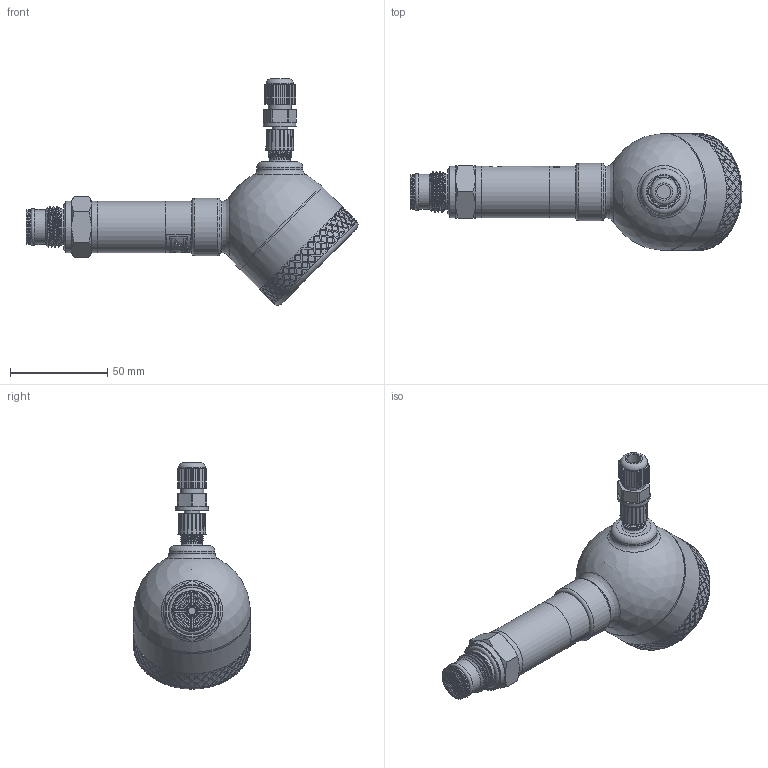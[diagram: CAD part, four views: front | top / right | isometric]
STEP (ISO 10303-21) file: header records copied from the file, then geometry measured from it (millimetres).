
FILE_DESCRIPTION(/* description */ (''),/* implementation_level */ '2;1');
FILE_NAME(/* name */ 'APZ3420mFH_G1''2DIN-solidflush_3.step',/* time_stamp */ '2021-07-07T16:24:50+03:00',/* author */ (''),/* organization */ (''),/* preprocessor_version */ 'ST-DEVELOPER v18.1',/* originating_system */ 'Autodesk Translation Framework v10.9.0.1377',/* authorisation */ '');
FILE_SCHEMA (('AUTOMOTIVE_DESIGN { 1 0 10303 214 3 1 1 }'));
Length unit declared in the file: millimetre
Products named in the file (8): АПЗ420М-полевойкорпус-
заполненный; Заполненный полевой 
корпус v13; Main body; Cover without display; M12x1 adapter; M12x1 female straight v9; shell; G1\2 flush diaphragm (1)
Assembly tree (7 placements, depth 3):
  АПЗ420М-полевойкорпус-
заполненный
    Заполненный полевой 
корпус v13
      Main body
      Cover without display
      M12x1 adapter
      M12x1 female straight v9
    shell
    G1\2 flush diaphragm (1)
Bounding box: 170.42 x 60.1 x 116.18 mm (x, y, z)
Volume: 250100.9 mm3; surface area: 42214.7 mm2
Topology: 9 solids, 9 shells, 1581 faces, 3878 edges, 2567 vertices
Faces by surface type: bspline 928, cylinder 298, plane 280, cone 40, torus 34, sphere 1
Full cylindrical faces by diameter (mm): 1 x4, 2 x2, 4 x1, 7.3 x1, 8 x3, 9.3 x1, 10.293 x1, 10.5 x2, 10.741 x7, 11.884 x6, 12 x1, 14 x1, 15 x1, 17 x1, 17.4 x1, 18 x3, 18.4 x1, 18.631 x2, 19.7 x1, 21.6 x1, 21.767 x1, 22.4 x1, 23.6 x1, 24 x1, 24.5 x4, 26.5 x4, 29.5 x1, 57.2 x1, 60 x2
Entity records: 65300 total; most frequent: CARTESIAN_POINT 35155, ORIENTED_EDGE 7754, EDGE_CURVE 3877, DIRECTION 3106, B_SPLINE_CURVE_WITH_KNOTS 2590, VERTEX_POINT 2567, EDGE_LOOP 1842, FACE_OUTER_BOUND 1581
